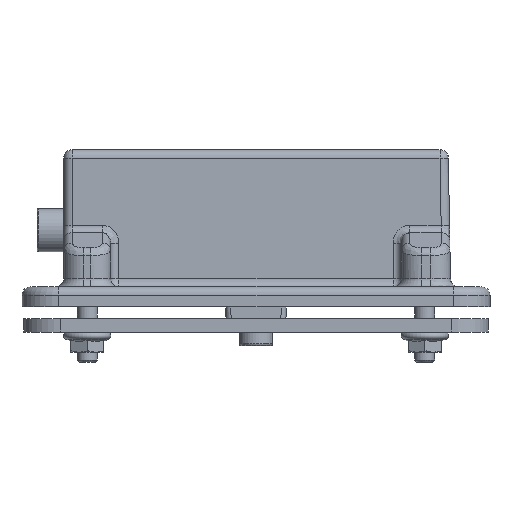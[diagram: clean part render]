
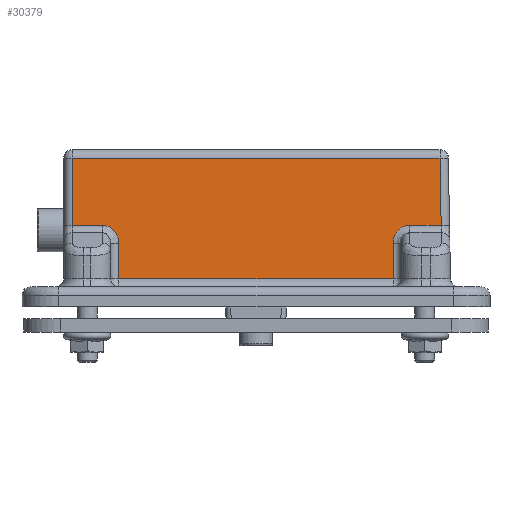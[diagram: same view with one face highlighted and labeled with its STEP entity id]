
A CAD part, left-side view. The second image highlights one B-rep face of the part: STEP entity #30379.
In plain terms, the highlighted planar face has unit normal (-1, 0, 0.018).
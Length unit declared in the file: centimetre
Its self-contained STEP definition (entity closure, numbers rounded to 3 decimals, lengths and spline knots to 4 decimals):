
#174=ELLIPSE('',#33921,0.5482,0.5);
#175=ELLIPSE('',#33922,0.5482,0.5);
#2286=FACE_OUTER_BOUND('',#4242,.T.);
#4242=EDGE_LOOP('',(#24943,#24944,#24945,#24946,#24947,#24948,#24949,#24950,
#24951,#24952));
#8198=LINE('',#52759,#10469);
#8214=LINE('',#52806,#10485);
#8215=LINE('',#52810,#10486);
#8216=LINE('',#52814,#10487);
#8217=LINE('',#52816,#10488);
#8218=LINE('',#52818,#10489);
#8219=LINE('',#52820,#10490);
#8220=LINE('',#52822,#10491);
#10469=VECTOR('',#43014,1.);
#10485=VECTOR('',#43068,1.);
#10486=VECTOR('',#43073,1.);
#10487=VECTOR('',#43076,1.);
#10488=VECTOR('',#43077,1.);
#10489=VECTOR('',#43078,1.);
#10490=VECTOR('',#43079,1.);
#10491=VECTOR('',#43080,1.);
#12814=VERTEX_POINT('',#52754);
#12815=VERTEX_POINT('',#52757);
#12827=VERTEX_POINT('',#52805);
#12828=VERTEX_POINT('',#52809);
#12829=VERTEX_POINT('',#52811);
#12830=VERTEX_POINT('',#52813);
#12831=VERTEX_POINT('',#52815);
#12832=VERTEX_POINT('',#52817);
#12833=VERTEX_POINT('',#52819);
#12834=VERTEX_POINT('',#52821);
#16872=EDGE_CURVE('',#12815,#12814,#8198,.T.);
#16895=EDGE_CURVE('',#12814,#12827,#8214,.T.);
#16897=EDGE_CURVE('',#12828,#12815,#8215,.T.);
#16898=EDGE_CURVE('',#12829,#12828,#174,.T.);
#16899=EDGE_CURVE('',#12830,#12829,#8216,.T.);
#16900=EDGE_CURVE('',#12831,#12830,#8217,.T.);
#16901=EDGE_CURVE('',#12832,#12831,#8218,.T.);
#16902=EDGE_CURVE('',#12833,#12832,#8219,.T.);
#16903=EDGE_CURVE('',#12834,#12833,#8220,.T.);
#16904=EDGE_CURVE('',#12827,#12834,#175,.T.);
#24943=ORIENTED_EDGE('',*,*,#16872,.F.);
#24944=ORIENTED_EDGE('',*,*,#16897,.F.);
#24945=ORIENTED_EDGE('',*,*,#16898,.F.);
#24946=ORIENTED_EDGE('',*,*,#16899,.F.);
#24947=ORIENTED_EDGE('',*,*,#16900,.F.);
#24948=ORIENTED_EDGE('',*,*,#16901,.F.);
#24949=ORIENTED_EDGE('',*,*,#16902,.F.);
#24950=ORIENTED_EDGE('',*,*,#16903,.F.);
#24951=ORIENTED_EDGE('',*,*,#16904,.F.);
#24952=ORIENTED_EDGE('',*,*,#16895,.F.);
#27116=PLANE('',#33920);
#30379=ADVANCED_FACE('',(#2286),#27116,.T.);
#33920=AXIS2_PLACEMENT_3D('',#52808,#43071,#43072);
#33921=AXIS2_PLACEMENT_3D('',#52812,#43074,#43075);
#33922=AXIS2_PLACEMENT_3D('',#52823,#43081,#43082);
#43014=DIRECTION('',(0.,1.,0.));
#43068=DIRECTION('',(0.017,0.,1.));
#43071=DIRECTION('center_axis',(-1.,0.,
0.017));
#43072=DIRECTION('ref_axis',(0.,1.,0.));
#43073=DIRECTION('',(-0.017,0.,-1.));
#43074=DIRECTION('center_axis',(-1.,0.,
0.017));
#43075=DIRECTION('ref_axis',(0.017,0.,1.));
#43076=DIRECTION('',(0.,1.,0.));
#43077=DIRECTION('',(-0.017,-0.017,-1.));
#43078=DIRECTION('',(0.,-1.,0.));
#43079=DIRECTION('',(0.017,0.,1.));
#43080=DIRECTION('',(0.,1.,0.));
#43081=DIRECTION('center_axis',(-1.,0.,
0.017));
#43082=DIRECTION('ref_axis',(0.017,0.,1.));
#52754=CARTESIAN_POINT('',(-9.0673,4.1,-3.4544));
#52757=CARTESIAN_POINT('',(-9.0673,-4.1,-3.4544));
#52759=CARTESIAN_POINT('',(-9.0673,-2.875,-3.4544));
#52805=CARTESIAN_POINT('',(-9.049,4.1,-2.4045));
#52806=CARTESIAN_POINT('',(-9.0358,4.1,-1.6494));
#52808=CARTESIAN_POINT('Origin',(-9.,-5.75,0.4));
#52809=CARTESIAN_POINT('',(-9.049,-4.1,-2.4045));
#52810=CARTESIAN_POINT('',(-9.0358,-4.1,-1.6494));
#52811=CARTESIAN_POINT('',(-9.0394,-4.6,-1.8564));
#52812=CARTESIAN_POINT('Origin',(-9.049,-4.6,-2.4045));
#52813=CARTESIAN_POINT('',(-9.0394,-5.5394,-1.8564));
#52814=CARTESIAN_POINT('',(-9.0394,-5.75,-1.8564));
#52815=CARTESIAN_POINT('',(-9.0043,-5.5043,0.1544));
#52816=CARTESIAN_POINT('',(-8.9973,-5.4974,0.5526));
#52817=CARTESIAN_POINT('',(-9.0043,5.5,0.1544));
#52818=CARTESIAN_POINT('',(-9.0043,-2.875,0.1544));
#52819=CARTESIAN_POINT('',(-9.0394,5.5,-1.8564));
#52820=CARTESIAN_POINT('',(-9.,5.5,0.4));
#52821=CARTESIAN_POINT('',(-9.0394,4.6,-1.8564));
#52822=CARTESIAN_POINT('',(-9.0394,0.,-1.8564));
#52823=CARTESIAN_POINT('Origin',(-9.049,4.6,-2.4045));
